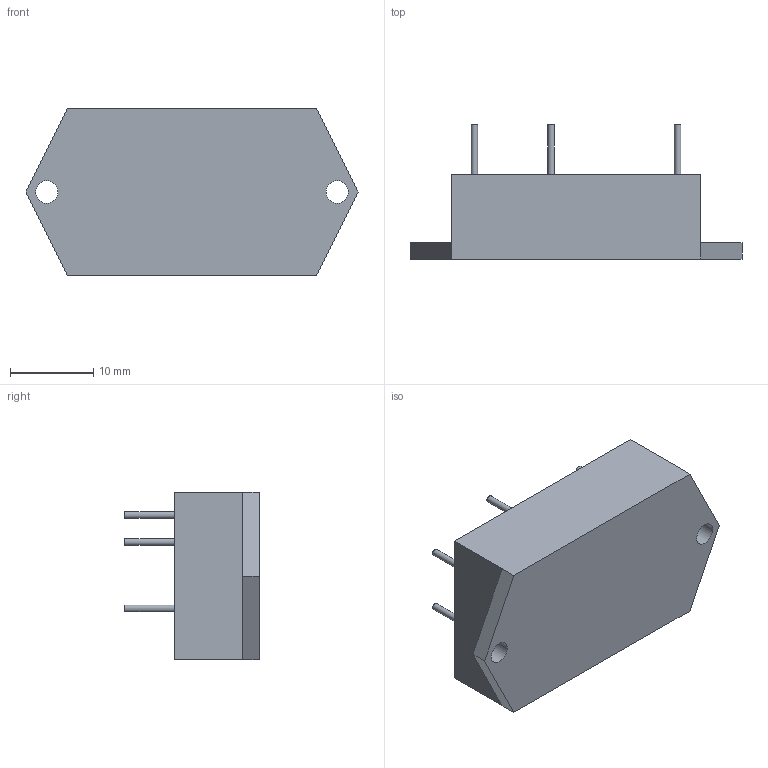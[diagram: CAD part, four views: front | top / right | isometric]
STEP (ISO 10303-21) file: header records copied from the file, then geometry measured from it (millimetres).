
FILE_DESCRIPTION(/* description */ (''),/* implementation_level */ '2;1');
FILE_NAME(/* name */ 'МРМ1-Х2,5ДМУ.stp',/* time_stamp */ '2019-01-23T12:45:49+03:00',/* author */ ('abaranov'),/* organization */ (''),/* preprocessor_version */ 'ST-DEVELOPER v16.1',/* originating_system */ 'Autodesk Inventor 2016',/* authorisation */ '');
FILE_SCHEMA (('AUTOMOTIVE_DESIGN { 1 0 10303 214 3 1 1 }'));
Length unit declared in the file: millimetre
Products named in the file (1): МРМ1-Х2,5ДМУ
Bounding box: 40 x 16.2 x 20.2 mm (x, y, z)
Volume: 6375.4 mm3; surface area: 2533.9 mm2
Topology: 1 solids, 1 shells, 24 faces, 47 edges, 30 vertices
Faces by surface type: plane 17, cylinder 7
Full cylindrical faces by diameter (mm): 0.8 x5, 2.7 x2
Entity records: 610 total; most frequent: DIRECTION 104, CARTESIAN_POINT 95, ORIENTED_EDGE 80, EDGE_LOOP 40, EDGE_CURVE 40, AXIS2_PLACEMENT_3D 39, VERTEX_POINT 30, LINE 26
